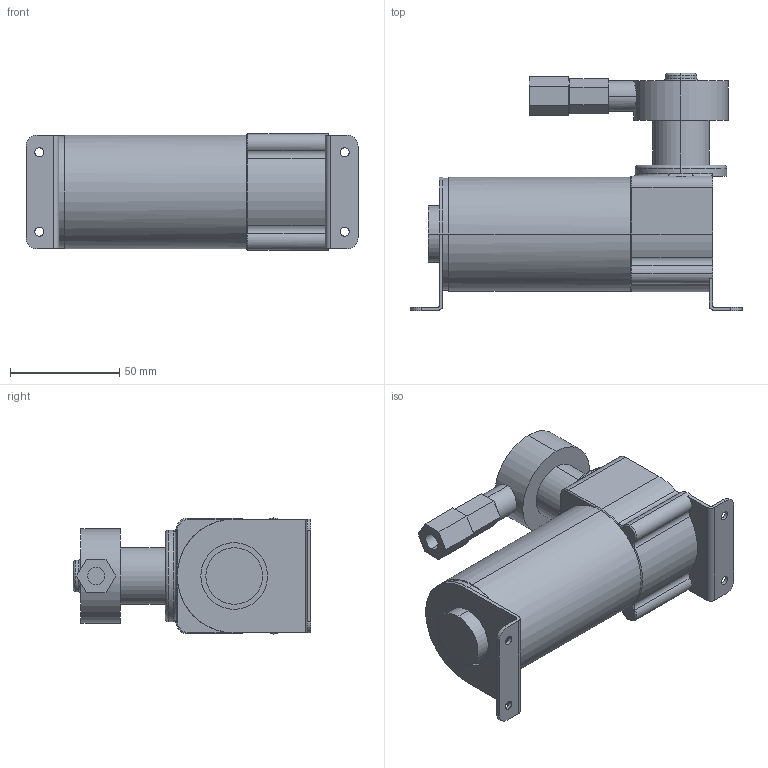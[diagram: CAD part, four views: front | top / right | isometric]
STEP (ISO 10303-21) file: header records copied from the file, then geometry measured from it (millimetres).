
FILE_DESCRIPTION (( 'STEP AP203' ), '1' );
FILE_NAME ('VIAIR 90C_rebuilt.STEP', '2019-01-03T19:10:07', ( 'DASSAULT SYSTEMES' ), ( 'DASSAULT SYSTEMES' ), 'SwSTEP 2.0', 'SolidWorks 2018', '' );
FILE_SCHEMA (( 'CONFIG_CONTROL_DESIGN' ));
Length unit declared in the file: inch
Products named in the file (1): VIAIR 90C_rebuilt
Bounding box: 151.89 x 108.71 x 53.09 mm (x, y, z)
Volume: 341498 mm3; surface area: 43628.8 mm2
Topology: 1 solids, 2 shells, 158 faces, 379 edges, 235 vertices
Faces by surface type: plane 67, cylinder 60, torus 22, bspline 9
Entity records: 5022 total; most frequent: CARTESIAN_POINT 1163, DIRECTION 849, ORIENTED_EDGE 758, EDGE_CURVE 379, AXIS2_PLACEMENT_3D 338, VERTEX_POINT 235, CIRCLE 188, EDGE_LOOP 178
